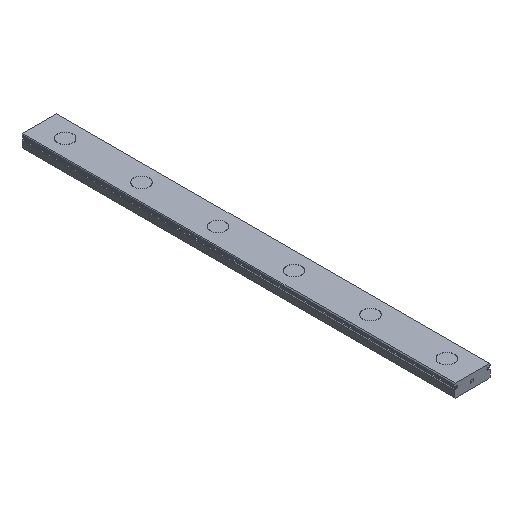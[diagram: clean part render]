
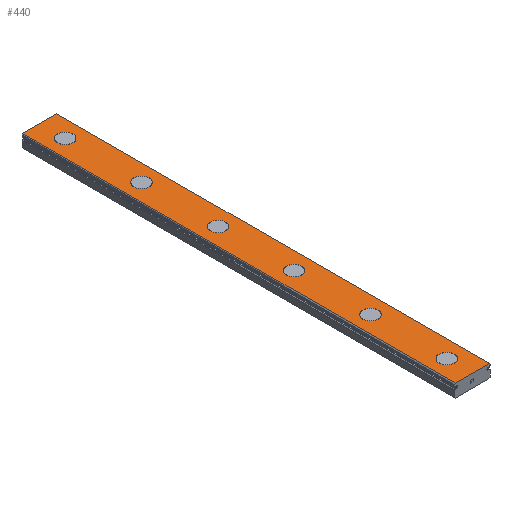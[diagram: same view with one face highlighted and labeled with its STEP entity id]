
A CAD part, isometric view. The second image highlights one B-rep face of the part: STEP entity #440.
In plain terms, the highlighted planar face has unit normal (0, 0, 1).
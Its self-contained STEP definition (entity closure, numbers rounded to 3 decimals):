
#440=ADVANCED_FACE('',(#899,#900,#901,#902,#903,#904,#905),#906,.T.);
#899=FACE_BOUND('',#1376,.T.);
#900=FACE_BOUND('',#1377,.T.);
#901=FACE_BOUND('',#1378,.T.);
#902=FACE_BOUND('',#1379,.T.);
#903=FACE_BOUND('',#1380,.T.);
#904=FACE_BOUND('',#1381,.T.);
#905=FACE_OUTER_BOUND('',#1382,.T.);
#906=PLANE('',#1383);
#1376=EDGE_LOOP('',(#2632,#2633));
#1377=EDGE_LOOP('',(#2634,#2635));
#1378=EDGE_LOOP('',(#2636,#2637));
#1379=EDGE_LOOP('',(#2638,#2639));
#1380=EDGE_LOOP('',(#2640,#2641));
#1381=EDGE_LOOP('',(#2642,#2643));
#1382=EDGE_LOOP('',(#2644,#2645,#2646,#2647));
#1383=AXIS2_PLACEMENT_3D('',#2648,#2649,#2650);
#2632=ORIENTED_EDGE('',*,*,#2851,.T.);
#2633=ORIENTED_EDGE('',*,*,#3219,.T.);
#2634=ORIENTED_EDGE('',*,*,#2841,.T.);
#2635=ORIENTED_EDGE('',*,*,#3225,.T.);
#2636=ORIENTED_EDGE('',*,*,#2831,.T.);
#2637=ORIENTED_EDGE('',*,*,#3231,.T.);
#2638=ORIENTED_EDGE('',*,*,#2821,.T.);
#2639=ORIENTED_EDGE('',*,*,#3237,.T.);
#2640=ORIENTED_EDGE('',*,*,#2811,.T.);
#2641=ORIENTED_EDGE('',*,*,#3243,.T.);
#2642=ORIENTED_EDGE('',*,*,#2801,.T.);
#2643=ORIENTED_EDGE('',*,*,#3249,.T.);
#2644=ORIENTED_EDGE('',*,*,#3206,.T.);
#2645=ORIENTED_EDGE('',*,*,#3279,.F.);
#2646=ORIENTED_EDGE('',*,*,#3088,.F.);
#2647=ORIENTED_EDGE('',*,*,#3277,.T.);
#2648=CARTESIAN_POINT('',(0.0,170.0,5.2));
#2649=DIRECTION('',(0.0,0.0,1.0));
#2650=DIRECTION('',(-1.0,0.0,-0.0));
#2801=EDGE_CURVE('',#3340,#3337,#3341,.T.);
#2811=EDGE_CURVE('',#3358,#3355,#3359,.T.);
#2821=EDGE_CURVE('',#3376,#3373,#3377,.T.);
#2831=EDGE_CURVE('',#3394,#3391,#3395,.T.);
#2841=EDGE_CURVE('',#3412,#3409,#3413,.T.);
#2851=EDGE_CURVE('',#3430,#3427,#3431,.T.);
#3088=EDGE_CURVE('',#3780,#3782,#3783,.T.);
#3206=EDGE_CURVE('',#3971,#3969,#3972,.T.);
#3219=EDGE_CURVE('',#3427,#3430,#3994,.T.);
#3225=EDGE_CURVE('',#3409,#3412,#4000,.T.);
#3231=EDGE_CURVE('',#3391,#3394,#4006,.T.);
#3237=EDGE_CURVE('',#3373,#3376,#4012,.T.);
#3243=EDGE_CURVE('',#3355,#3358,#4018,.T.);
#3249=EDGE_CURVE('',#3337,#3340,#4024,.T.);
#3277=EDGE_CURVE('',#3780,#3971,#4052,.T.);
#3279=EDGE_CURVE('',#3782,#3969,#4054,.T.);
#3337=VERTEX_POINT('',#4118);
#3340=VERTEX_POINT('',#4122);
#3341=CIRCLE('',#4123,3.0);
#3355=VERTEX_POINT('',#4140);
#3358=VERTEX_POINT('',#4144);
#3359=CIRCLE('',#4145,3.0);
#3373=VERTEX_POINT('',#4162);
#3376=VERTEX_POINT('',#4166);
#3377=CIRCLE('',#4167,3.0);
#3391=VERTEX_POINT('',#4184);
#3394=VERTEX_POINT('',#4188);
#3395=CIRCLE('',#4189,3.0);
#3409=VERTEX_POINT('',#4206);
#3412=VERTEX_POINT('',#4210);
#3413=CIRCLE('',#4211,3.0);
#3427=VERTEX_POINT('',#4228);
#3430=VERTEX_POINT('',#4232);
#3431=CIRCLE('',#4233,3.0);
#3780=VERTEX_POINT('',#4714);
#3782=VERTEX_POINT('',#4717);
#3783=LINE('',#4718,#4719);
#3969=VERTEX_POINT('',#4983);
#3971=VERTEX_POINT('',#4986);
#3972=LINE('',#4987,#4988);
#3994=CIRCLE('',#5014,3.0);
#4000=CIRCLE('',#5020,3.0);
#4006=CIRCLE('',#5026,3.0);
#4012=CIRCLE('',#5032,3.0);
#4018=CIRCLE('',#5038,3.0);
#4024=CIRCLE('',#5044,3.0);
#4052=LINE('',#5083,#5084);
#4054=LINE('',#5086,#5087);
#4118=CARTESIAN_POINT('',(3.0,10.0,5.2));
#4122=CARTESIAN_POINT('',(-3.0,10.0,5.2));
#4123=AXIS2_PLACEMENT_3D('',#5155,#5156,#5157);
#4140=CARTESIAN_POINT('',(3.0,40.0,5.2));
#4144=CARTESIAN_POINT('',(-3.0,40.0,5.2));
#4145=AXIS2_PLACEMENT_3D('',#5171,#5172,#5173);
#4162=CARTESIAN_POINT('',(3.0,70.0,5.2));
#4166=CARTESIAN_POINT('',(-3.0,70.0,5.2));
#4167=AXIS2_PLACEMENT_3D('',#5187,#5188,#5189);
#4184=CARTESIAN_POINT('',(3.0,100.0,5.2));
#4188=CARTESIAN_POINT('',(-3.0,100.0,5.2));
#4189=AXIS2_PLACEMENT_3D('',#5203,#5204,#5205);
#4206=CARTESIAN_POINT('',(3.0,130.0,5.2));
#4210=CARTESIAN_POINT('',(-3.0,130.0,5.2));
#4211=AXIS2_PLACEMENT_3D('',#5219,#5220,#5221);
#4228=CARTESIAN_POINT('',(3.0,160.0,5.2));
#4232=CARTESIAN_POINT('',(-3.0,160.0,5.2));
#4233=AXIS2_PLACEMENT_3D('',#5235,#5236,#5237);
#4714=CARTESIAN_POINT('',(-6.7,170.0,5.2));
#4717=CARTESIAN_POINT('',(6.7,170.0,5.2));
#4718=CARTESIAN_POINT('',(-6.7,170.0,5.2));
#4719=VECTOR('',#5485,1.0);
#4983=CARTESIAN_POINT('',(6.7,0.0,5.2));
#4986=CARTESIAN_POINT('',(-6.7,0.0,5.2));
#4987=CARTESIAN_POINT('',(-6.7,0.0,5.2));
#4988=VECTOR('',#5607,1.0);
#5014=AXIS2_PLACEMENT_3D('',#5633,#5634,#5635);
#5020=AXIS2_PLACEMENT_3D('',#5642,#5643,#5644);
#5026=AXIS2_PLACEMENT_3D('',#5651,#5652,#5653);
#5032=AXIS2_PLACEMENT_3D('',#5660,#5661,#5662);
#5038=AXIS2_PLACEMENT_3D('',#5669,#5670,#5671);
#5044=AXIS2_PLACEMENT_3D('',#5678,#5679,#5680);
#5083=CARTESIAN_POINT('',(-6.7,170.0,5.2));
#5084=VECTOR('',#5698,1.0);
#5086=CARTESIAN_POINT('',(6.7,170.0,5.2));
#5087=VECTOR('',#5699,1.0);
#5155=CARTESIAN_POINT('',(0.0,10.0,5.2));
#5156=DIRECTION('',(0.0,0.0,-1.0));
#5157=DIRECTION('',(1.0,0.0,0.0));
#5171=CARTESIAN_POINT('',(0.0,40.0,5.2));
#5172=DIRECTION('',(0.0,0.0,-1.0));
#5173=DIRECTION('',(1.0,0.0,0.0));
#5187=CARTESIAN_POINT('',(0.0,70.0,5.2));
#5188=DIRECTION('',(0.0,0.0,-1.0));
#5189=DIRECTION('',(1.0,0.0,0.0));
#5203=CARTESIAN_POINT('',(0.0,100.0,5.2));
#5204=DIRECTION('',(0.0,0.0,-1.0));
#5205=DIRECTION('',(1.0,0.0,0.0));
#5219=CARTESIAN_POINT('',(0.0,130.0,5.2));
#5220=DIRECTION('',(0.0,0.0,-1.0));
#5221=DIRECTION('',(1.0,0.0,0.0));
#5235=CARTESIAN_POINT('',(0.0,160.0,5.2));
#5236=DIRECTION('',(0.0,0.0,-1.0));
#5237=DIRECTION('',(1.0,0.0,0.0));
#5485=DIRECTION('',(1.0,0.0,0.0));
#5607=DIRECTION('',(1.0,0.0,0.0));
#5633=CARTESIAN_POINT('',(0.0,160.0,5.2));
#5634=DIRECTION('',(0.0,0.0,-1.0));
#5635=DIRECTION('',(1.0,0.0,0.0));
#5642=CARTESIAN_POINT('',(0.0,130.0,5.2));
#5643=DIRECTION('',(0.0,0.0,-1.0));
#5644=DIRECTION('',(1.0,0.0,0.0));
#5651=CARTESIAN_POINT('',(0.0,100.0,5.2));
#5652=DIRECTION('',(0.0,0.0,-1.0));
#5653=DIRECTION('',(1.0,0.0,0.0));
#5660=CARTESIAN_POINT('',(0.0,70.0,5.2));
#5661=DIRECTION('',(0.0,0.0,-1.0));
#5662=DIRECTION('',(1.0,0.0,0.0));
#5669=CARTESIAN_POINT('',(0.0,40.0,5.2));
#5670=DIRECTION('',(0.0,0.0,-1.0));
#5671=DIRECTION('',(1.0,0.0,0.0));
#5678=CARTESIAN_POINT('',(0.0,10.0,5.2));
#5679=DIRECTION('',(0.0,0.0,-1.0));
#5680=DIRECTION('',(1.0,0.0,0.0));
#5698=DIRECTION('',(0.0,-1.0,0.0));
#5699=DIRECTION('',(0.0,-1.0,0.0));
